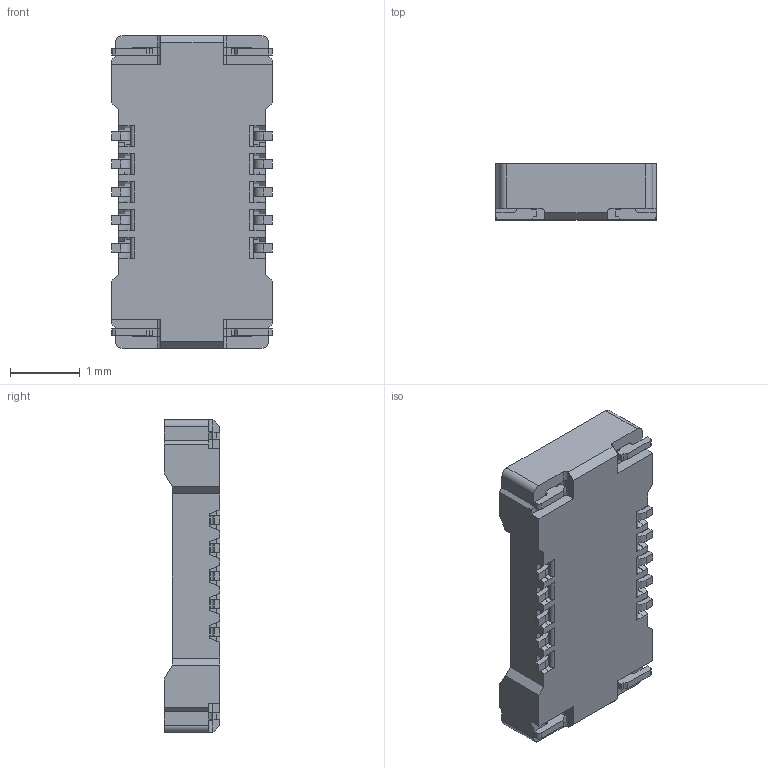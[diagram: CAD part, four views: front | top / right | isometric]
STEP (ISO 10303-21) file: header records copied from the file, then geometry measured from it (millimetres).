
FILE_DESCRIPTION(('CoCreate Modeling STEP Export'),'2;1');
FILE_NAME('BM20B(0.8)-10DS-0.4V.stp','2012-10-16T19:13:45',(''),(''),'CoCreate Modeling STEP processor for AP214 (Solid Model)','CoCreate Modeling 17.0 01-Apr-2010 (C) Parametric Technology GmbH','');
FILE_SCHEMA(('AUTOMOTIVE_DESIGN { 1 0 10303 214 1 1 1 1 }'));
Length unit declared in the file: millimetre
Products named in the file (1): BM20B(0.8)-10DS-0.4V
Bounding box: 2.3 x 0.8 x 4.48 mm (x, y, z)
Volume: 5.3 mm3; surface area: 46.8 mm2
Topology: 1 solids, 1 shells, 962 faces, 2829 edges, 1846 vertices
Faces by surface type: plane 679, cylinder 243, torus 20, bspline 20
Entity records: 32871 total; most frequent: CARTESIAN_POINT 7417, ORIENTED_EDGE 5658, DIRECTION 4918, EDGE_CURVE 2829, VECTOR 2104, LINE 2104, VERTEX_POINT 1846, AXIS2_PLACEMENT_3D 1407
